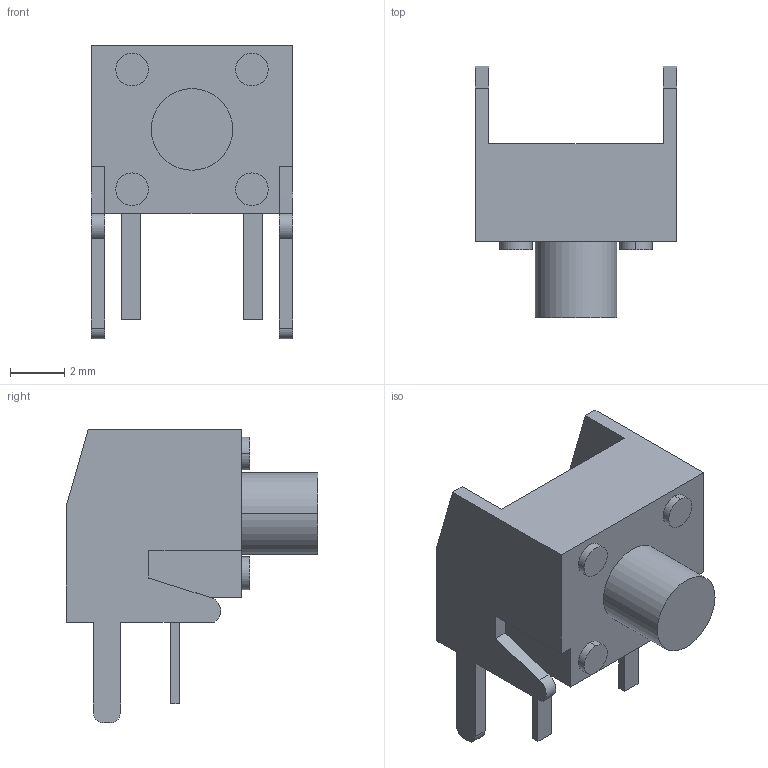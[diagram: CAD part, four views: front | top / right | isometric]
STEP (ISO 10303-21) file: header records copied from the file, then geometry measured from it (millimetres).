
FILE_DESCRIPTION(('FreeCAD Model'),'2;1');
FILE_NAME('TSA06231-064.step','2015-12-09T21:47:12',('Author'), (''),'Open CASCADE STEP processor 6.8','FreeCAD','Unknown');
FILE_SCHEMA(('AUTOMOTIVE_DESIGN_CC2 { 1 2 10303 214 -1 1 5 4 }'));
Length unit declared in the file: millimetre
Products named in the file (1): PCB_Main_Assy005
Bounding box: 7.4 x 9.25 x 10.8 mm (x, y, z)
Volume: 208 mm3; surface area: 355.1 mm2
Topology: 1 solids, 1 shells, 61 faces, 152 edges, 100 vertices
Faces by surface type: plane 45, cylinder 16
Entity records: 5223 total; most frequent: CARTESIAN_POINT 2178, DIRECTION 544, LINE 328, VECTOR 328, ORIENTED_EDGE 304, PCURVE 304, DEFINITIONAL_REPRESENTATION 304, EDGE_CURVE 152
